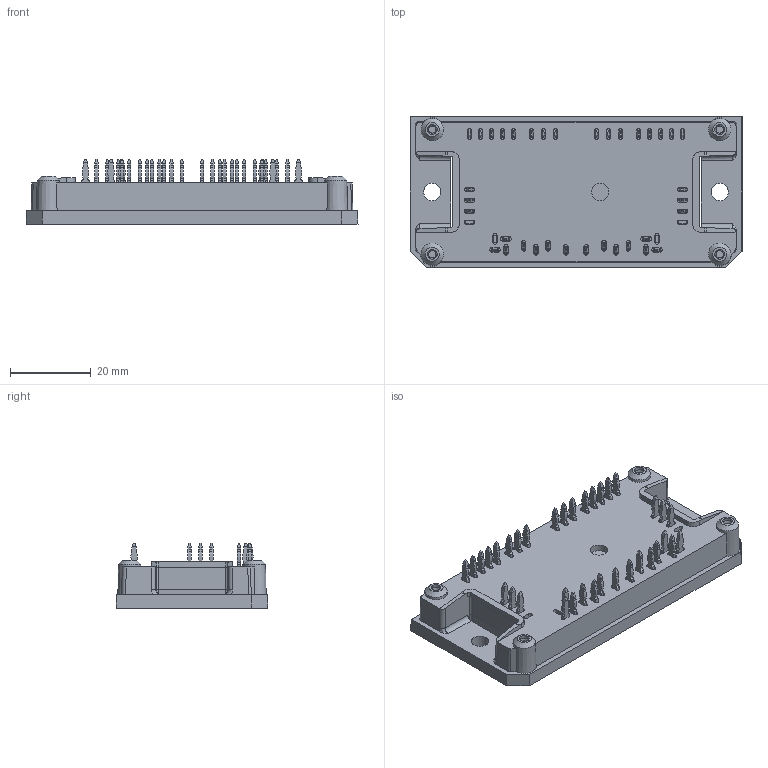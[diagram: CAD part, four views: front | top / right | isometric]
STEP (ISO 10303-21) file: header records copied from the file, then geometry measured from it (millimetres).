
FILE_DESCRIPTION(/* description */ ('Unknown'),/* implementation_level */ '2;1');
FILE_NAME(/* name */ 'Flow1-4T12Y-L580(360)-01-OL',/* time_stamp */ '2015-11-05T15:10:10+01:00',/* author */ ('Unknown'),/* organization */ ('Unknown'),/* preprocessor_version */ 'ST-DEVELOPER v16',/* originating_system */ 'DEX',/* authorisation */ $);
FILE_SCHEMA (('AUTOMOTIVE_DESIGN {1 0 10303 214 3 1 1}'));
Length unit declared in the file: millimetre
Products named in the file (1): Flow1-4T12Y-L580(400)-01-OL
Bounding box: 82 x 37.4 x 16.23 mm (x, y, z)
Volume: 25854.1 mm3; surface area: 11997.2 mm2
Topology: 1 solids, 1 shells, 1087 faces, 2978 edges, 1979 vertices
Faces by surface type: plane 718, cylinder 349, cone 16, bspline 4
Full cylindrical faces by diameter (mm): 2.4 x4, 4.3 x3
Entity records: 41928 total; most frequent: CARTESIAN_POINT 6168, ORIENTED_EDGE 5876, DIRECTION 5820, EDGE_CURVE 2938, LINE 2192, VECTOR 2192, VERTEX_POINT 1962, AXIS2_PLACEMENT_3D 1814
